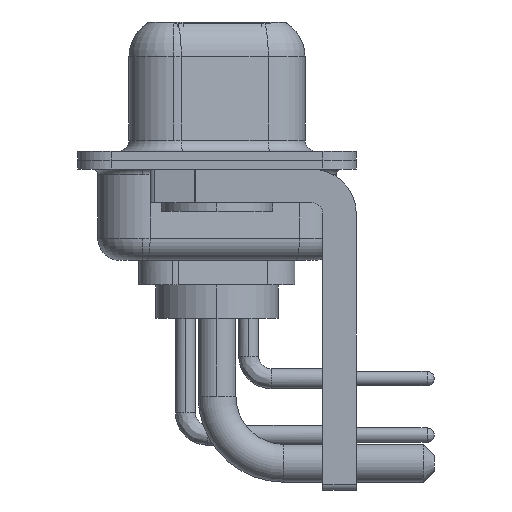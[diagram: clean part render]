
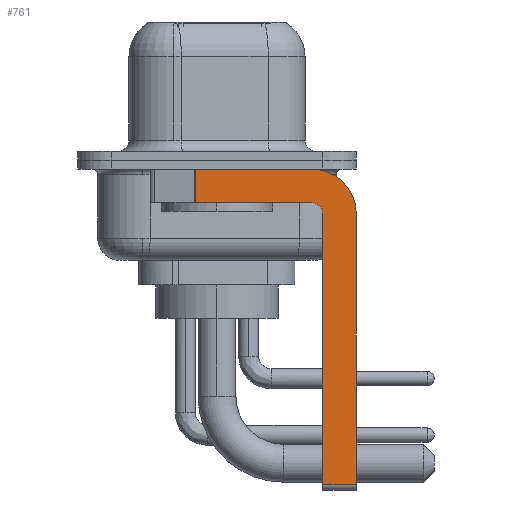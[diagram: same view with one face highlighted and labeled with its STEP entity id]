
A CAD part, left-side view. The second image highlights one B-rep face of the part: STEP entity #761.
In plain terms, the highlighted planar face has unit normal (-1, 0, 0).
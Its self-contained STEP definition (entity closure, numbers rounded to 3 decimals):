
#332 = CARTESIAN_POINT ( 'NONE',  ( -2.9, -4.25, -14.55 ) ) ;
#336 = CARTESIAN_POINT ( 'NONE',  ( -2.9, -4.75, -14.8 ) ) ;
#466 = DIRECTION ( 'NONE',  ( 0., 0., 1. ) ) ;
#761 = ADVANCED_FACE ( 'NONE', ( #8643 ), #5631, .F. ) ;
#1082 = AXIS2_PLACEMENT_3D ( 'NONE', #17965, #17872, #6944 ) ;
#1438 = VERTEX_POINT ( 'NONE', #8240 ) ;
#1726 = DIRECTION ( 'NONE',  ( 0., -1., 0. ) ) ;
#1732 = LINE ( 'NONE', #336, #6908 ) ;
#2061 = CIRCLE ( 'NONE', #11693, 2. ) ;
#2700 = EDGE_CURVE ( 'NONE', #7739, #16350, #13808, .T. ) ;
#3255 = CIRCLE ( 'NONE', #12544, 0.5 ) ;
#4634 = CARTESIAN_POINT ( 'NONE',  ( -2.9, -6.25, -2.4 ) ) ;
#4690 = DIRECTION ( 'NONE',  ( 0., -1., 0. ) ) ;
#4959 = DIRECTION ( 'NONE',  ( 0., 0., 1. ) ) ;
#5325 = ORIENTED_EDGE ( 'NONE', *, *, #6485, .F. ) ;
#5631 = PLANE ( 'NONE',  #1082 ) ;
#5773 = DIRECTION ( 'NONE',  ( 0., 1., 0. ) ) ;
#5812 = ORIENTED_EDGE ( 'NONE', *, *, #12726, .F. ) ;
#5988 = ORIENTED_EDGE ( 'NONE', *, *, #11612, .F. ) ;
#6007 = ORIENTED_EDGE ( 'NONE', *, *, #10439, .F. ) ;
#6485 = EDGE_CURVE ( 'NONE', #1438, #16350, #13511, .T. ) ;
#6791 = DIRECTION ( 'NONE',  ( 0., 0., -1. ) ) ;
#6908 = VECTOR ( 'NONE', #4959, 1000. ) ;
#6944 = DIRECTION ( 'NONE',  ( 0., 0., -1. ) ) ;
#7369 = CARTESIAN_POINT ( 'NONE',  ( -2.9, -4.25, -1.9 ) ) ;
#7694 = CARTESIAN_POINT ( 'NONE',  ( -2.9, 0.978, -1.9 ) ) ;
#7739 = VERTEX_POINT ( 'NONE', #18652 ) ;
#7849 = ORIENTED_EDGE ( 'NONE', *, *, #16691, .F. ) ;
#8043 = CARTESIAN_POINT ( 'NONE',  ( -2.9, -4.75, -14.55 ) ) ;
#8240 = CARTESIAN_POINT ( 'NONE',  ( -2.9, -4.25, -1.9 ) ) ;
#8568 = VECTOR ( 'NONE', #12285, 1000. ) ;
#8643 = FACE_OUTER_BOUND ( 'NONE', #11931, .T. ) ;
#8830 = VECTOR ( 'NONE', #1726, 1000. ) ;
#9148 = VERTEX_POINT ( 'NONE', #17853 ) ;
#10159 = VECTOR ( 'NONE', #5773, 1000. ) ;
#10439 = EDGE_CURVE ( 'NONE', #9148, #15306, #18372, .T. ) ;
#10552 = VERTEX_POINT ( 'NONE', #8043 ) ;
#10756 = DIRECTION ( 'NONE',  ( 0., 0., -1. ) ) ;
#10974 = LINE ( 'NONE', #332, #8830 ) ;
#11612 = EDGE_CURVE ( 'NONE', #14095, #1438, #3255, .T. ) ;
#11693 = AXIS2_PLACEMENT_3D ( 'NONE', #16319, #19318, #6791 ) ;
#11931 = EDGE_LOOP ( 'NONE', ( #5812, #13711, #5325, #5988, #7849, #15197, #6007, #12029 ) ) ;
#12029 = ORIENTED_EDGE ( 'NONE', *, *, #14445, .F. ) ;
#12230 = CARTESIAN_POINT ( 'NONE',  ( -2.9, -4.75, -2.4 ) ) ;
#12285 = DIRECTION ( 'NONE',  ( 0., 0., -1. ) ) ;
#12495 = CARTESIAN_POINT ( 'NONE',  ( -2.9, 0.978, -1.9 ) ) ;
#12544 = AXIS2_PLACEMENT_3D ( 'NONE', #19014, #17706, #466 ) ;
#12726 = EDGE_CURVE ( 'NONE', #7739, #18267, #18622, .T. ) ;
#13108 = CARTESIAN_POINT ( 'NONE',  ( -2.9, -4.25, -0.4 ) ) ;
#13511 = LINE ( 'NONE', #7369, #10159 ) ;
#13711 = ORIENTED_EDGE ( 'NONE', *, *, #2700, .T. ) ;
#13808 = LINE ( 'NONE', #12495, #8568 ) ;
#14095 = VERTEX_POINT ( 'NONE', #12230 ) ;
#14390 = CARTESIAN_POINT ( 'NONE',  ( -2.9, -6.25, -14.55 ) ) ;
#14445 = EDGE_CURVE ( 'NONE', #18267, #9148, #2061, .T. ) ;
#15197 = ORIENTED_EDGE ( 'NONE', *, *, #15251, .T. ) ;
#15251 = EDGE_CURVE ( 'NONE', #10552, #15306, #10974, .T. ) ;
#15306 = VERTEX_POINT ( 'NONE', #14390 ) ;
#16319 = CARTESIAN_POINT ( 'NONE',  ( -2.9, -4.25, -2.4 ) ) ;
#16350 = VERTEX_POINT ( 'NONE', #7694 ) ;
#16351 = VECTOR ( 'NONE', #10756, 1000. ) ;
#16691 = EDGE_CURVE ( 'NONE', #10552, #14095, #1732, .T. ) ;
#17706 = DIRECTION ( 'NONE',  ( -1., 0., 0. ) ) ;
#17853 = CARTESIAN_POINT ( 'NONE',  ( -2.9, -6.25, -2.4 ) ) ;
#17872 = DIRECTION ( 'NONE',  ( 1., 0., 0. ) ) ;
#17965 = CARTESIAN_POINT ( 'NONE',  ( -2.9, -4.25, -2.4 ) ) ;
#18267 = VERTEX_POINT ( 'NONE', #13108 ) ;
#18372 = LINE ( 'NONE', #4634, #16351 ) ;
#18523 = CARTESIAN_POINT ( 'NONE',  ( -2.9, 3., -0.4 ) ) ;
#18622 = LINE ( 'NONE', #18523, #18676 ) ;
#18652 = CARTESIAN_POINT ( 'NONE',  ( -2.9, 0.978, -0.4 ) ) ;
#18676 = VECTOR ( 'NONE', #4690, 1000. ) ;
#19014 = CARTESIAN_POINT ( 'NONE',  ( -2.9, -4.25, -2.4 ) ) ;
#19318 = DIRECTION ( 'NONE',  ( 1., 0., 0. ) ) ;
